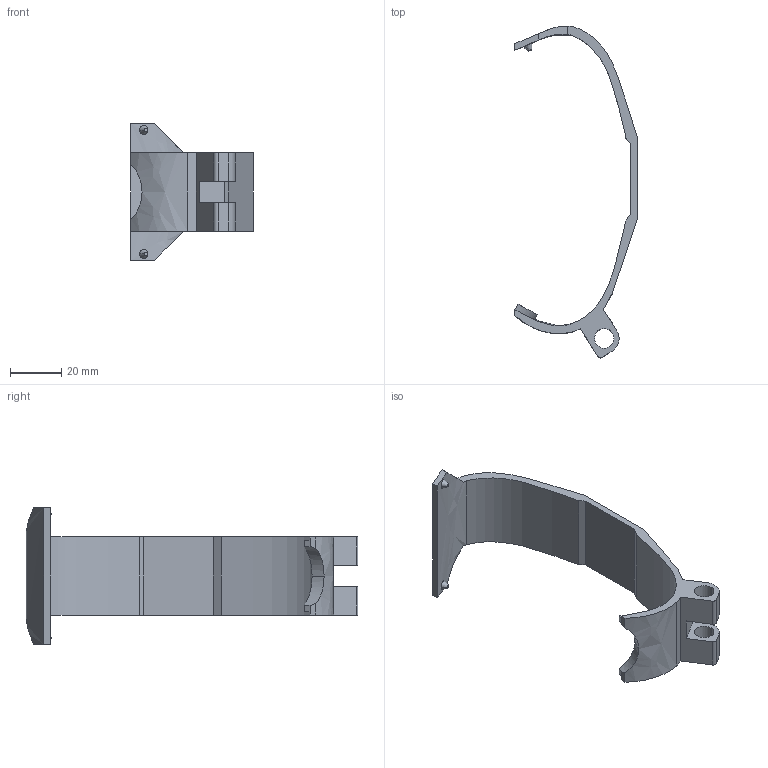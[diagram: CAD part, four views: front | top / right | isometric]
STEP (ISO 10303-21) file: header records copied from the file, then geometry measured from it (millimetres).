
FILE_DESCRIPTION (( 'STEP AP203' ), '1' );
FILE_NAME ('Vive_Pro.STEP', '2024-10-23T01:05:16', ( '' ), ( '' ), 'SwSTEP 2.0', 'SolidWorks 2024', '' );
FILE_SCHEMA (( 'CONFIG_CONTROL_DESIGN' ));
Length unit declared in the file: inch
Products named in the file (1): Vive_Pro
Bounding box: 47.59 x 129.25 x 53.34 mm (x, y, z)
Volume: 19900.2 mm3; surface area: 14562.9 mm2
Topology: 1 solids, 1 shells, 53 faces, 145 edges, 96 vertices
Faces by surface type: plane 26, cylinder 14, bspline 9, cone 4
Entity records: 1988 total; most frequent: CARTESIAN_POINT 626, ORIENTED_EDGE 290, DIRECTION 227, EDGE_CURVE 145, VERTEX_POINT 96, VECTOR 81, LINE 81, AXIS2_PLACEMENT_3D 73
